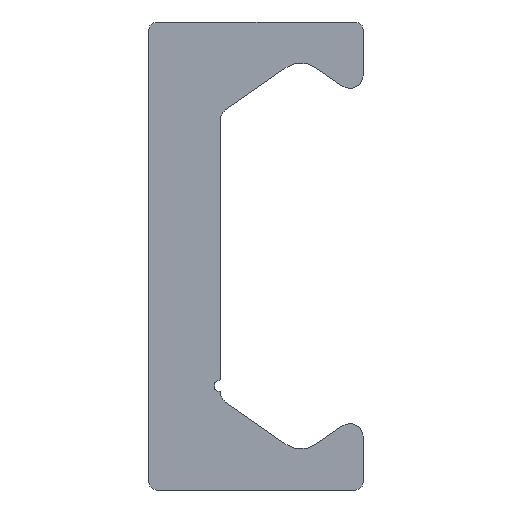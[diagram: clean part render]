
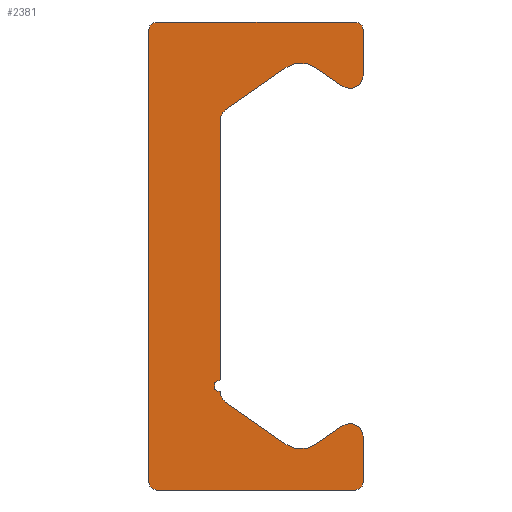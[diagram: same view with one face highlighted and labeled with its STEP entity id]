
A CAD part, left-side view. The second image highlights one B-rep face of the part: STEP entity #2381.
In plain terms, the highlighted planar face has unit normal (-1, 0, 0).
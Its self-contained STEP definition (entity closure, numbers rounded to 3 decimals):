
#1375=CARTESIAN_POINT('',(0.0,1.375,5.214));
#1376=VERTEX_POINT('',#1375);
#1383=CARTESIAN_POINT('',(0.0,1.375,-4.75));
#1384=VERTEX_POINT('',#1383);
#1385=CARTESIAN_POINT('',(0.0,1.375,5.214));
#1386=DIRECTION('',(0.0,0.0,-1.0));
#1387=VECTOR('',#1386,9.964);
#1388=LINE('',#1385,#1387);
#1389=EDGE_CURVE('',#1376,#1384,#1388,.T.);
#1624=CARTESIAN_POINT('',(0.0,3.825,-9.));
#1625=VERTEX_POINT('',#1624);
#1632=CARTESIAN_POINT('',(0.0,4.125,-8.7));
#1633=VERTEX_POINT('',#1632);
#1634=CARTESIAN_POINT('',(0.0,3.825,-8.7));
#1635=DIRECTION('',(1.0,0.0,0.0));
#1636=DIRECTION('',(0.0,0.0,-1.0));
#1637=AXIS2_PLACEMENT_3D('',#1634,#1635,#1636);
#1638=CIRCLE('',#1637,0.3);
#1639=EDGE_CURVE('',#1625,#1633,#1638,.T.);
#1663=CARTESIAN_POINT('',(0.0,-3.825,-9.));
#1664=VERTEX_POINT('',#1663);
#1671=CARTESIAN_POINT('',(0.0,-3.825,-9.));
#1672=DIRECTION('',(0.0,1.0,0.0));
#1673=VECTOR('',#1672,7.65);
#1674=LINE('',#1671,#1673);
#1675=EDGE_CURVE('',#1664,#1625,#1674,.T.);
#1695=CARTESIAN_POINT('',(0.0,-4.125,-8.7));
#1696=VERTEX_POINT('',#1695);
#1703=CARTESIAN_POINT('',(0.0,-3.825,-8.7));
#1704=DIRECTION('',(1.0,0.0,0.0));
#1705=DIRECTION('',(0.0,-1.0,0.0));
#1706=AXIS2_PLACEMENT_3D('',#1703,#1704,#1705);
#1707=CIRCLE('',#1706,0.3);
#1708=EDGE_CURVE('',#1696,#1664,#1707,.T.);
#1727=CARTESIAN_POINT('',(0.0,-4.125,-6.925));
#1728=VERTEX_POINT('',#1727);
#1735=CARTESIAN_POINT('',(0.0,-4.125,-6.925));
#1736=DIRECTION('',(0.0,0.0,-1.0));
#1737=VECTOR('',#1736,1.775);
#1738=LINE('',#1735,#1737);
#1739=EDGE_CURVE('',#1728,#1696,#1738,.T.);
#1759=CARTESIAN_POINT('',(0.0,-3.338,-6.515));
#1760=VERTEX_POINT('',#1759);
#1767=CARTESIAN_POINT('',(0.0,-3.625,-6.925));
#1768=DIRECTION('',(1.0,0.0,0.0));
#1769=DIRECTION('',(0.0,0.574,0.819));
#1770=AXIS2_PLACEMENT_3D('',#1767,#1768,#1769);
#1771=CIRCLE('',#1770,0.5);
#1772=EDGE_CURVE('',#1760,#1728,#1771,.T.);
#1791=CARTESIAN_POINT('',(0.0,-2.299,-7.243));
#1792=VERTEX_POINT('',#1791);
#1799=CARTESIAN_POINT('',(0.0,-2.299,-7.243));
#1800=DIRECTION('',(0.0,-0.819,0.574));
#1801=VECTOR('',#1800,1.269);
#1802=LINE('',#1799,#1801);
#1803=EDGE_CURVE('',#1792,#1760,#1802,.T.);
#1823=CARTESIAN_POINT('',(0.0,-1.151,-7.243));
#1824=VERTEX_POINT('',#1823);
#1831=CARTESIAN_POINT('',(0.0,-1.725,-6.424));
#1832=DIRECTION('',(-1.0,0.0,0.0));
#1833=DIRECTION('',(0.0,0.574,0.819));
#1834=AXIS2_PLACEMENT_3D('',#1831,#1832,#1833);
#1835=CIRCLE('',#1834,1.0);
#1836=EDGE_CURVE('',#1824,#1792,#1835,.T.);
#1855=CARTESIAN_POINT('',(0.0,1.162,-5.624));
#1856=VERTEX_POINT('',#1855);
#1863=CARTESIAN_POINT('',(0.0,1.162,-5.624));
#1864=DIRECTION('',(0.0,-0.819,-0.574));
#1865=VECTOR('',#1864,2.824);
#1866=LINE('',#1863,#1865);
#1867=EDGE_CURVE('',#1856,#1824,#1866,.T.);
#1887=CARTESIAN_POINT('',(0.0,1.375,-5.214));
#1888=VERTEX_POINT('',#1887);
#1895=CARTESIAN_POINT('',(0.0,0.875,-5.214));
#1896=DIRECTION('',(-1.0,0.0,0.0));
#1897=DIRECTION('',(0.0,-0.574,0.819));
#1898=AXIS2_PLACEMENT_3D('',#1895,#1896,#1897);
#1899=CIRCLE('',#1898,0.5);
#1900=EDGE_CURVE('',#1888,#1856,#1899,.T.);
#1919=CARTESIAN_POINT('',(0.0,1.375,-5.25));
#1920=VERTEX_POINT('',#1919);
#1927=CARTESIAN_POINT('',(0.0,1.375,-5.25));
#1928=DIRECTION('',(0.0,0.0,1.0));
#1929=VECTOR('',#1928,0.036);
#1930=LINE('',#1927,#1929);
#1931=EDGE_CURVE('',#1920,#1888,#1930,.T.);
#1970=CARTESIAN_POINT('',(0.0,1.375,-5.0));
#1971=DIRECTION('',(-1.0,0.0,0.0));
#1972=DIRECTION('',(0.0,0.0,1.0));
#1973=AXIS2_PLACEMENT_3D('',#1970,#1971,#1972);
#1974=CIRCLE('',#1973,0.25);
#1975=EDGE_CURVE('',#1384,#1920,#1974,.T.);
#1995=CARTESIAN_POINT('',(0.0,1.162,5.624));
#1996=VERTEX_POINT('',#1995);
#2003=CARTESIAN_POINT('',(0.0,0.875,5.214));
#2004=DIRECTION('',(-1.0,0.0,0.0));
#2005=DIRECTION('',(0.0,-1.0,0.0));
#2006=AXIS2_PLACEMENT_3D('',#2003,#2004,#2005);
#2007=CIRCLE('',#2006,0.5);
#2008=EDGE_CURVE('',#1996,#1376,#2007,.T.);
#2027=CARTESIAN_POINT('',(0.0,-1.151,7.243));
#2028=VERTEX_POINT('',#2027);
#2035=CARTESIAN_POINT('',(0.0,-1.151,7.243));
#2036=DIRECTION('',(0.0,0.819,-0.574));
#2037=VECTOR('',#2036,2.824);
#2038=LINE('',#2035,#2037);
#2039=EDGE_CURVE('',#2028,#1996,#2038,.T.);
#2059=CARTESIAN_POINT('',(0.0,-2.299,7.243));
#2060=VERTEX_POINT('',#2059);
#2067=CARTESIAN_POINT('',(0.0,-1.725,6.424));
#2068=DIRECTION('',(-1.0,0.0,0.0));
#2069=DIRECTION('',(0.0,-0.574,-0.819));
#2070=AXIS2_PLACEMENT_3D('',#2067,#2068,#2069);
#2071=CIRCLE('',#2070,1.0);
#2072=EDGE_CURVE('',#2060,#2028,#2071,.T.);
#2091=CARTESIAN_POINT('',(0.0,-3.338,6.515));
#2092=VERTEX_POINT('',#2091);
#2099=CARTESIAN_POINT('',(0.0,-3.338,6.515));
#2100=DIRECTION('',(0.0,0.819,0.574));
#2101=VECTOR('',#2100,1.269);
#2102=LINE('',#2099,#2101);
#2103=EDGE_CURVE('',#2092,#2060,#2102,.T.);
#2123=CARTESIAN_POINT('',(0.0,-4.125,6.925));
#2124=VERTEX_POINT('',#2123);
#2131=CARTESIAN_POINT('',(0.0,-3.625,6.925));
#2132=DIRECTION('',(1.0,0.0,0.0));
#2133=DIRECTION('',(0.0,-1.0,0.0));
#2134=AXIS2_PLACEMENT_3D('',#2131,#2132,#2133);
#2135=CIRCLE('',#2134,0.5);
#2136=EDGE_CURVE('',#2124,#2092,#2135,.T.);
#2155=CARTESIAN_POINT('',(0.0,-4.125,8.7));
#2156=VERTEX_POINT('',#2155);
#2163=CARTESIAN_POINT('',(0.0,-4.125,8.7));
#2164=DIRECTION('',(0.0,0.0,-1.0));
#2165=VECTOR('',#2164,1.775);
#2166=LINE('',#2163,#2165);
#2167=EDGE_CURVE('',#2156,#2124,#2166,.T.);
#2187=CARTESIAN_POINT('',(0.0,-3.825,9.));
#2188=VERTEX_POINT('',#2187);
#2195=CARTESIAN_POINT('',(0.0,-3.825,8.7));
#2196=DIRECTION('',(1.0,0.0,0.0));
#2197=DIRECTION('',(0.0,0.0,1.0));
#2198=AXIS2_PLACEMENT_3D('',#2195,#2196,#2197);
#2199=CIRCLE('',#2198,0.3);
#2200=EDGE_CURVE('',#2188,#2156,#2199,.T.);
#2219=CARTESIAN_POINT('',(0.0,3.825,9.));
#2220=VERTEX_POINT('',#2219);
#2227=CARTESIAN_POINT('',(0.0,3.825,9.));
#2228=DIRECTION('',(0.0,-1.0,0.0));
#2229=VECTOR('',#2228,7.65);
#2230=LINE('',#2227,#2229);
#2231=EDGE_CURVE('',#2220,#2188,#2230,.T.);
#2251=CARTESIAN_POINT('',(0.0,4.125,8.7));
#2252=VERTEX_POINT('',#2251);
#2259=CARTESIAN_POINT('',(0.0,3.825,8.7));
#2260=DIRECTION('',(1.0,0.0,0.0));
#2261=DIRECTION('',(0.0,1.0,0.0));
#2262=AXIS2_PLACEMENT_3D('',#2259,#2260,#2261);
#2263=CIRCLE('',#2262,0.3);
#2264=EDGE_CURVE('',#2252,#2220,#2263,.T.);
#2282=CARTESIAN_POINT('',(0.0,4.125,-8.7));
#2283=DIRECTION('',(0.0,0.0,1.0));
#2284=VECTOR('',#2283,17.4);
#2285=LINE('',#2282,#2284);
#2286=EDGE_CURVE('',#1633,#2252,#2285,.T.);
#2352=CARTESIAN_POINT('',(0.0,0.856,-0.029));
#2353=DIRECTION('',(1.0,0.0,0.0));
#2354=DIRECTION('',(0.0,0.0,-1.0));
#2355=AXIS2_PLACEMENT_3D('',#2352,#2353,#2354);
#2356=PLANE('',#2355);
#2357=ORIENTED_EDGE('',*,*,#2286,.F.);
#2358=ORIENTED_EDGE('',*,*,#1639,.F.);
#2359=ORIENTED_EDGE('',*,*,#1675,.F.);
#2360=ORIENTED_EDGE('',*,*,#1708,.F.);
#2361=ORIENTED_EDGE('',*,*,#1739,.F.);
#2362=ORIENTED_EDGE('',*,*,#1772,.F.);
#2363=ORIENTED_EDGE('',*,*,#1803,.F.);
#2364=ORIENTED_EDGE('',*,*,#1836,.F.);
#2365=ORIENTED_EDGE('',*,*,#1867,.F.);
#2366=ORIENTED_EDGE('',*,*,#1900,.F.);
#2367=ORIENTED_EDGE('',*,*,#1931,.F.);
#2368=ORIENTED_EDGE('',*,*,#1975,.F.);
#2369=ORIENTED_EDGE('',*,*,#1389,.F.);
#2370=ORIENTED_EDGE('',*,*,#2008,.F.);
#2371=ORIENTED_EDGE('',*,*,#2039,.F.);
#2372=ORIENTED_EDGE('',*,*,#2072,.F.);
#2373=ORIENTED_EDGE('',*,*,#2103,.F.);
#2374=ORIENTED_EDGE('',*,*,#2136,.F.);
#2375=ORIENTED_EDGE('',*,*,#2167,.F.);
#2376=ORIENTED_EDGE('',*,*,#2200,.F.);
#2377=ORIENTED_EDGE('',*,*,#2231,.F.);
#2378=ORIENTED_EDGE('',*,*,#2264,.F.);
#2379=EDGE_LOOP('',(#2357,#2358,#2359,#2360,#2361,#2362,#2363,#2364,#2365,#2366,#2367,#2368,#2369,#2370,#2371,#2372,#2373,#2374,#2375,#2376,#2377,#2378));
#2380=FACE_OUTER_BOUND('',#2379,.T.);
#2381=ADVANCED_FACE('',(#2380),#2356,.F.);
